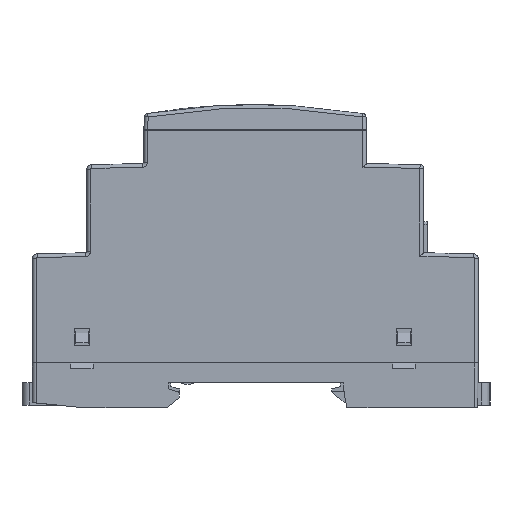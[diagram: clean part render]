
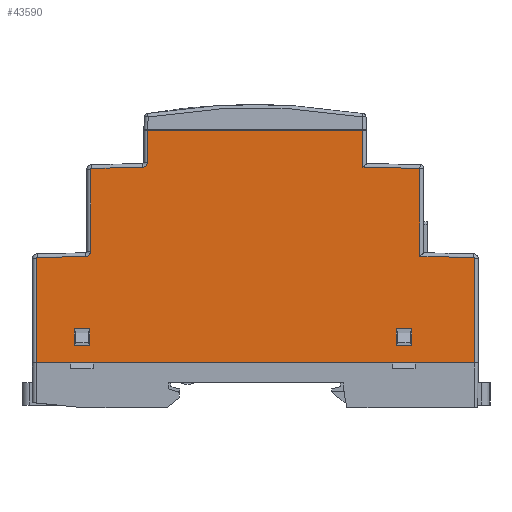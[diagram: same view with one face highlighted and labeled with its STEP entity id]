
A CAD part, front view. The second image highlights one B-rep face of the part: STEP entity #43590.
In plain terms, the highlighted planar face has unit normal (0, -1, 0).
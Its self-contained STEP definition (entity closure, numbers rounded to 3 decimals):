
#577=PLANE('',#51593);
#2981=CIRCLE('',#51594,1.);
#2982=CIRCLE('',#51595,0.25);
#2983=CIRCLE('',#51596,1.);
#2984=CIRCLE('',#51597,0.25);
#2985=CIRCLE('',#51598,0.25);
#5506=ORIENTED_EDGE('',*,*,#18161,.F.);
#5507=ORIENTED_EDGE('',*,*,#18162,.F.);
#5508=ORIENTED_EDGE('',*,*,#18163,.F.);
#5509=ORIENTED_EDGE('',*,*,#18164,.F.);
#5510=ORIENTED_EDGE('',*,*,#18165,.F.);
#5511=ORIENTED_EDGE('',*,*,#18166,.F.);
#5512=ORIENTED_EDGE('',*,*,#18167,.F.);
#5513=ORIENTED_EDGE('',*,*,#18168,.F.);
#5514=ORIENTED_EDGE('',*,*,#18104,.T.);
#5515=ORIENTED_EDGE('',*,*,#18098,.T.);
#5516=ORIENTED_EDGE('',*,*,#18106,.T.);
#5517=ORIENTED_EDGE('',*,*,#18169,.T.);
#5518=ORIENTED_EDGE('',*,*,#18170,.T.);
#5519=ORIENTED_EDGE('',*,*,#18171,.T.);
#5520=ORIENTED_EDGE('',*,*,#18172,.T.);
#5521=ORIENTED_EDGE('',*,*,#18173,.F.);
#5522=ORIENTED_EDGE('',*,*,#18174,.T.);
#5523=ORIENTED_EDGE('',*,*,#18175,.T.);
#5524=ORIENTED_EDGE('',*,*,#18176,.T.);
#5525=ORIENTED_EDGE('',*,*,#18177,.F.);
#5526=ORIENTED_EDGE('',*,*,#18178,.T.);
#5527=ORIENTED_EDGE('',*,*,#18179,.T.);
#5528=ORIENTED_EDGE('',*,*,#18180,.T.);
#5529=ORIENTED_EDGE('',*,*,#18181,.F.);
#5530=ORIENTED_EDGE('',*,*,#18182,.T.);
#18098=EDGE_CURVE('',#24258,#24259,#28189,.T.);
#18104=EDGE_CURVE('',#24263,#24258,#28192,.T.);
#18106=EDGE_CURVE('',#24259,#24264,#28193,.F.);
#18161=EDGE_CURVE('',#24311,#24312,#28232,.T.);
#18162=EDGE_CURVE('',#24313,#24311,#28233,.T.);
#18163=EDGE_CURVE('',#24314,#24313,#28234,.T.);
#18164=EDGE_CURVE('',#24312,#24314,#28235,.T.);
#18165=EDGE_CURVE('',#24315,#24316,#28236,.T.);
#18166=EDGE_CURVE('',#24317,#24315,#28237,.T.);
#18167=EDGE_CURVE('',#24318,#24317,#28238,.T.);
#18168=EDGE_CURVE('',#24316,#24318,#28239,.T.);
#18169=EDGE_CURVE('',#24264,#24319,#28240,.T.);
#18170=EDGE_CURVE('',#24319,#24320,#28241,.T.);
#18171=EDGE_CURVE('',#24320,#24321,#2981,.F.);
#18172=EDGE_CURVE('',#24321,#24322,#28242,.F.);
#18173=EDGE_CURVE('',#24323,#24322,#2982,.F.);
#18174=EDGE_CURVE('',#24323,#24324,#28243,.F.);
#18175=EDGE_CURVE('',#24324,#24325,#2983,.F.);
#18176=EDGE_CURVE('',#24325,#24326,#28244,.F.);
#18177=EDGE_CURVE('',#24327,#24326,#2984,.F.);
#18178=EDGE_CURVE('',#24327,#24328,#28245,.T.);
#18179=EDGE_CURVE('',#24328,#24329,#28246,.T.);
#18180=EDGE_CURVE('',#24329,#24330,#28247,.F.);
#18181=EDGE_CURVE('',#24331,#24330,#2985,.F.);
#18182=EDGE_CURVE('',#24331,#24263,#28248,.T.);
#24258=VERTEX_POINT('',#70088);
#24259=VERTEX_POINT('',#70089);
#24263=VERTEX_POINT('',#70100);
#24264=VERTEX_POINT('',#70104);
#24311=VERTEX_POINT('',#70213);
#24312=VERTEX_POINT('',#70214);
#24313=VERTEX_POINT('',#70216);
#24314=VERTEX_POINT('',#70218);
#24315=VERTEX_POINT('',#70221);
#24316=VERTEX_POINT('',#70222);
#24317=VERTEX_POINT('',#70224);
#24318=VERTEX_POINT('',#70226);
#24319=VERTEX_POINT('',#70229);
#24320=VERTEX_POINT('',#70231);
#24321=VERTEX_POINT('',#70233);
#24322=VERTEX_POINT('',#70235);
#24323=VERTEX_POINT('',#70237);
#24324=VERTEX_POINT('',#70239);
#24325=VERTEX_POINT('',#70241);
#24326=VERTEX_POINT('',#70243);
#24327=VERTEX_POINT('',#70245);
#24328=VERTEX_POINT('',#70247);
#24329=VERTEX_POINT('',#70249);
#24330=VERTEX_POINT('',#70251);
#24331=VERTEX_POINT('',#70253);
#28189=LINE('',#70087,#32750);
#28192=LINE('',#70099,#32753);
#28193=LINE('',#70103,#32754);
#28232=LINE('',#70212,#32793);
#28233=LINE('',#70215,#32794);
#28234=LINE('',#70217,#32795);
#28235=LINE('',#70219,#32796);
#28236=LINE('',#70220,#32797);
#28237=LINE('',#70223,#32798);
#28238=LINE('',#70225,#32799);
#28239=LINE('',#70227,#32800);
#28240=LINE('',#70228,#32801);
#28241=LINE('',#70230,#32802);
#28242=LINE('',#70234,#32803);
#28243=LINE('',#70238,#32804);
#28244=LINE('',#70242,#32805);
#28245=LINE('',#70246,#32806);
#28246=LINE('',#70248,#32807);
#28247=LINE('',#70250,#32808);
#28248=LINE('',#70254,#32809);
#32750=VECTOR('',#57355,1000.);
#32753=VECTOR('',#57366,1000.);
#32754=VECTOR('',#57371,1000.);
#32793=VECTOR('',#57456,1000.);
#32794=VECTOR('',#57457,1000.);
#32795=VECTOR('',#57458,1000.);
#32796=VECTOR('',#57459,1000.);
#32797=VECTOR('',#57460,1000.);
#32798=VECTOR('',#57461,1000.);
#32799=VECTOR('',#57462,1000.);
#32800=VECTOR('',#57463,1000.);
#32801=VECTOR('',#57464,1000.);
#32802=VECTOR('',#57465,1000.);
#32803=VECTOR('',#57468,1000.);
#32804=VECTOR('',#57471,1000.);
#32805=VECTOR('',#57474,1000.);
#32806=VECTOR('',#57477,1000.);
#32807=VECTOR('',#57478,1000.);
#32808=VECTOR('',#57479,1000.);
#32809=VECTOR('',#57482,1000.);
#37197=EDGE_LOOP('',(#5506,#5507,#5508,#5509));
#37198=EDGE_LOOP('',(#5510,#5511,#5512,#5513));
#37199=EDGE_LOOP('',(#5514,#5515,#5516,#5517,#5518,#5519,#5520,#5521,#5522,
#5523,#5524,#5525,#5526,#5527,#5528,#5529,#5530));
#40036=FACE_BOUND('',#37197,.T.);
#40037=FACE_BOUND('',#37198,.T.);
#40038=FACE_BOUND('',#37199,.T.);
#43590=ADVANCED_FACE('',(#40036,#40037,#40038),#577,.T.);
#51593=AXIS2_PLACEMENT_3D('',#70211,#57454,#57455);
#51594=AXIS2_PLACEMENT_3D('',#70232,#57466,#57467);
#51595=AXIS2_PLACEMENT_3D('',#70236,#57469,#57470);
#51596=AXIS2_PLACEMENT_3D('',#70240,#57472,#57473);
#51597=AXIS2_PLACEMENT_3D('',#70244,#57475,#57476);
#51598=AXIS2_PLACEMENT_3D('',#70252,#57480,#57481);
#57355=DIRECTION('',(-1.,0.,0.023));
#57366=DIRECTION('',(0.,0.,1.));
#57371=DIRECTION('',(0.,0.,-1.));
#57454=DIRECTION('',(0.,-1.,0.));
#57455=DIRECTION('',(0.,0.,-1.));
#57456=DIRECTION('',(0.,0.,1.));
#57457=DIRECTION('',(1.,0.,0.));
#57458=DIRECTION('',(0.,0.,-1.));
#57459=DIRECTION('',(-1.,0.,0.));
#57460=DIRECTION('',(0.,0.,-1.));
#57461=DIRECTION('',(-1.,0.,0.));
#57462=DIRECTION('',(0.,0.,1.));
#57463=DIRECTION('',(1.,0.,0.));
#57464=DIRECTION('',(-1.,0.,0.));
#57465=DIRECTION('',(0.,0.,-1.));
#57466=DIRECTION('',(0.,-1.,0.));
#57467=DIRECTION('',(0.,0.,-1.));
#57468=DIRECTION('',(1.,0.,0.023));
#57469=DIRECTION('',(0.,-1.,0.));
#57470=DIRECTION('',(0.,0.,-1.));
#57471=DIRECTION('',(0.,0.,1.));
#57472=DIRECTION('',(0.,-1.,0.));
#57473=DIRECTION('',(0.,0.,-1.));
#57474=DIRECTION('',(1.,0.,0.023));
#57475=DIRECTION('',(0.,-1.,0.));
#57476=DIRECTION('',(0.,0.,-1.));
#57477=DIRECTION('',(0.,0.,-1.));
#57478=DIRECTION('',(1.,0.,0.));
#57479=DIRECTION('',(0.,0.,-1.));
#57480=DIRECTION('',(0.,-1.,0.));
#57481=DIRECTION('',(0.,0.,-1.));
#57482=DIRECTION('',(-1.,0.,0.023));
#70087=CARTESIAN_POINT('',(22.297,-36.001,40.765));
#70088=CARTESIAN_POINT('',(33.25,-36.001,40.517));
#70089=CARTESIAN_POINT('',(21.75,-36.001,40.778));
#70099=CARTESIAN_POINT('',(33.25,-36.001,49.7));
#70100=CARTESIAN_POINT('',(33.25,-36.001,22.766));
#70103=CARTESIAN_POINT('',(21.75,-36.001,49.7));
#70104=CARTESIAN_POINT('',(21.75,-36.001,48.25));
#70211=CARTESIAN_POINT('',(22.5,-36.001,49.7));
#70212=CARTESIAN_POINT('',(-33.45,-36.001,49.7));
#70213=CARTESIAN_POINT('',(-33.45,-36.001,4.75));
#70214=CARTESIAN_POINT('',(-33.45,-36.001,8.15));
#70215=CARTESIAN_POINT('',(22.5,-36.001,4.75));
#70216=CARTESIAN_POINT('',(-36.55,-36.001,4.75));
#70217=CARTESIAN_POINT('',(-36.55,-36.001,49.7));
#70218=CARTESIAN_POINT('',(-36.55,-36.001,8.15));
#70219=CARTESIAN_POINT('',(22.5,-36.001,8.15));
#70220=CARTESIAN_POINT('',(28.45,-36.001,4.75));
#70221=CARTESIAN_POINT('',(28.45,-36.001,8.15));
#70222=CARTESIAN_POINT('',(28.45,-36.001,4.75));
#70223=CARTESIAN_POINT('',(28.45,-36.001,8.15));
#70224=CARTESIAN_POINT('',(31.55,-36.001,8.15));
#70225=CARTESIAN_POINT('',(31.55,-36.001,4.75));
#70226=CARTESIAN_POINT('',(31.55,-36.001,4.75));
#70227=CARTESIAN_POINT('',(28.45,-36.001,4.75));
#70228=CARTESIAN_POINT('',(22.5,-36.001,48.25));
#70229=CARTESIAN_POINT('',(-21.75,-36.001,48.25));
#70230=CARTESIAN_POINT('',(-21.75,-36.001,49.7));
#70231=CARTESIAN_POINT('',(-21.75,-36.001,41.755));
#70232=CARTESIAN_POINT('',(-22.75,-36.001,41.755));
#70233=CARTESIAN_POINT('',(-22.727,-36.001,40.756));
#70234=CARTESIAN_POINT('',(22.68,-36.001,41.786));
#70235=CARTESIAN_POINT('',(-33.006,-36.001,40.522));
#70236=CARTESIAN_POINT('',(-33.,-36.001,40.272));
#70237=CARTESIAN_POINT('',(-33.25,-36.001,40.272));
#70238=CARTESIAN_POINT('',(-33.25,-36.001,49.7));
#70239=CARTESIAN_POINT('',(-33.25,-36.001,23.744));
#70240=CARTESIAN_POINT('',(-34.25,-36.001,23.744));
#70241=CARTESIAN_POINT('',(-34.227,-36.001,22.744));
#70242=CARTESIAN_POINT('',(23.082,-36.001,24.045));
#70243=CARTESIAN_POINT('',(-44.006,-36.001,22.522));
#70244=CARTESIAN_POINT('',(-44.,-36.001,22.272));
#70245=CARTESIAN_POINT('',(-44.25,-36.001,22.272));
#70246=CARTESIAN_POINT('',(-44.25,-36.001,49.7));
#70247=CARTESIAN_POINT('',(-44.25,-36.001,1.25));
#70248=CARTESIAN_POINT('',(45.,-36.001,1.25));
#70249=CARTESIAN_POINT('',(44.25,-36.001,1.25));
#70250=CARTESIAN_POINT('',(44.25,-36.001,49.7));
#70251=CARTESIAN_POINT('',(44.25,-36.001,22.272));
#70252=CARTESIAN_POINT('',(44.,-36.001,22.272));
#70253=CARTESIAN_POINT('',(44.006,-36.001,22.522));
#70254=CARTESIAN_POINT('',(21.895,-36.001,23.024));
